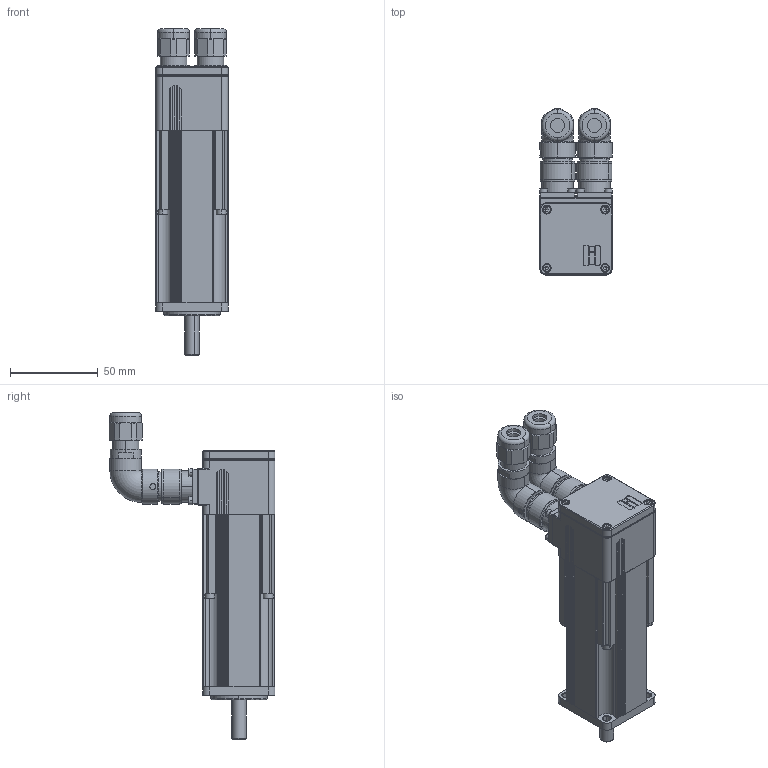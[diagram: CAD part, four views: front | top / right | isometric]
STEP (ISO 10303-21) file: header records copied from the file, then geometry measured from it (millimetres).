
FILE_DESCRIPTION((''),'2;1');
FILE_NAME('BL-40 + Fre.stp','2013-03-21T13:21:33',('arodrigo'),(''),'Autodesk Inventor 9','Autodesk Inventor 9','');
FILE_SCHEMA(('AUTOMOTIVE_DESIGN { 1 0 10303 214 1 1 1 1 }'));
Length unit declared in the file: millimetre
Products named in the file (1): Pieza1
Bounding box: 41.5 x 94.5 x 186 mm (x, y, z)
Volume: 340439.9 mm3; surface area: 61935.7 mm2
Topology: 43 solids, 43 shells, 1252 faces, 3037 edges, 1905 vertices
Faces by surface type: plane 652, cylinder 376, cone 102, bspline 66, torus 52, sphere 4
Entity records: 37890 total; most frequent: CARTESIAN_POINT 8739, DIRECTION 6245, ORIENTED_EDGE 5978, EDGE_CURVE 2989, AXIS2_PLACEMENT_3D 2333, VERTEX_POINT 1905, VECTOR 1579, LINE 1579
